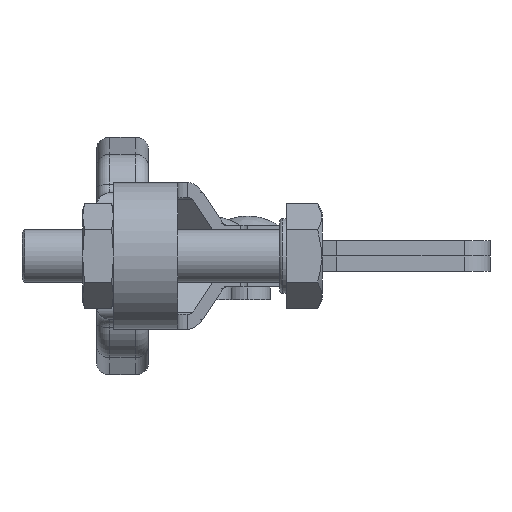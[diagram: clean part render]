
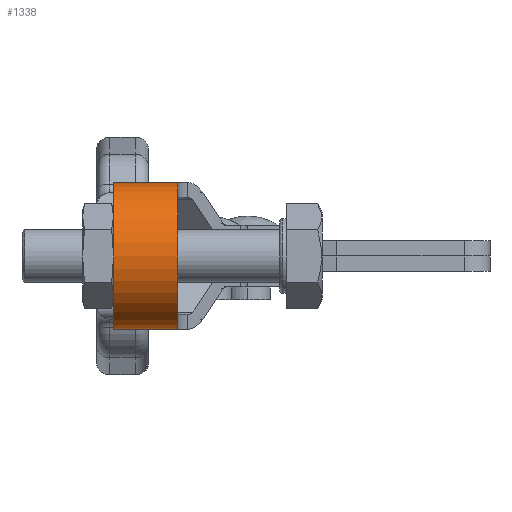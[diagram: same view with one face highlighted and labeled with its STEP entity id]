
A CAD part, left-side view. The second image highlights one B-rep face of the part: STEP entity #1338.
In plain terms, the highlighted cylindrical face has radius 5.7 mm (diameter 11.4 mm), a partial arc.
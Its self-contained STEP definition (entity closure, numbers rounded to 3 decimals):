
#72 = EDGE_CURVE ( 'NONE', #8935, #10227, #7872, .T. ) ;
#633 = EDGE_CURVE ( 'NONE', #6531, #8693, #10219, .T. ) ;
#727 = AXIS2_PLACEMENT_3D ( 'NONE', #2971, #8824, #3796 ) ;
#1141 = CARTESIAN_POINT ( 'NONE',  ( -20.14, 21.456, -5.7 ) ) ;
#1145 = ORIENTED_EDGE ( 'NONE', *, *, #6746, .F. ) ;
#1160 = DIRECTION ( 'NONE',  ( 0., -1., 0. ) ) ;
#1299 = EDGE_CURVE ( 'NONE', #8935, #6531, #8388, .T. ) ;
#1338 = ADVANCED_FACE ( 'NONE', ( #6671 ), #3658, .T. ) ;
#2264 = ORIENTED_EDGE ( 'NONE', *, *, #1299, .F. ) ;
#2304 = DIRECTION ( 'NONE',  ( -1., 0., 0. ) ) ;
#2673 = CIRCLE ( 'NONE', #727, 5.7 ) ;
#2971 = CARTESIAN_POINT ( 'NONE',  ( -20.14, 13.5, 0. ) ) ;
#3222 = EDGE_LOOP ( 'NONE', ( #6663, #1145, #6768, #2264 ) ) ;
#3658 = CYLINDRICAL_SURFACE ( 'NONE', #7592, 5.7 ) ;
#3796 = DIRECTION ( 'NONE',  ( 1., 0., 0. ) ) ;
#5087 = CARTESIAN_POINT ( 'NONE',  ( -20.14, 13.5, -5.7 ) ) ;
#5339 = AXIS2_PLACEMENT_3D ( 'NONE', #7139, #8900, #2304 ) ;
#5682 = DIRECTION ( 'NONE',  ( 0., -1., 0. ) ) ;
#5773 = VECTOR ( 'NONE', #5682, 1000. ) ;
#5908 = VECTOR ( 'NONE', #1160, 1000. ) ;
#6531 = VERTEX_POINT ( 'NONE', #6762 ) ;
#6663 = ORIENTED_EDGE ( 'NONE', *, *, #72, .T. ) ;
#6671 = FACE_OUTER_BOUND ( 'NONE', #3222, .T. ) ;
#6746 = EDGE_CURVE ( 'NONE', #8693, #10227, #2673, .T. ) ;
#6762 = CARTESIAN_POINT ( 'NONE',  ( -20.14, 18.5, 5.7 ) ) ;
#6768 = ORIENTED_EDGE ( 'NONE', *, *, #633, .F. ) ;
#7139 = CARTESIAN_POINT ( 'NONE',  ( -20.14, 18.5, 0. ) ) ;
#7492 = DIRECTION ( 'NONE',  ( 0., 0., -1. ) ) ;
#7592 = AXIS2_PLACEMENT_3D ( 'NONE', #9956, #9167, #7492 ) ;
#7872 = LINE ( 'NONE', #1141, #5908 ) ;
#8122 = CARTESIAN_POINT ( 'NONE',  ( -20.14, 21.456, 5.7 ) ) ;
#8388 = CIRCLE ( 'NONE', #5339, 5.7 ) ;
#8693 = VERTEX_POINT ( 'NONE', #10312 ) ;
#8824 = DIRECTION ( 'NONE',  ( 0., -1., 0. ) ) ;
#8900 = DIRECTION ( 'NONE',  ( 0., 1., 0. ) ) ;
#8935 = VERTEX_POINT ( 'NONE', #9862 ) ;
#9167 = DIRECTION ( 'NONE',  ( 0., -1., 0. ) ) ;
#9862 = CARTESIAN_POINT ( 'NONE',  ( -20.14, 18.5, -5.7 ) ) ;
#9956 = CARTESIAN_POINT ( 'NONE',  ( -20.14, 21.456, 0. ) ) ;
#10219 = LINE ( 'NONE', #8122, #5773 ) ;
#10227 = VERTEX_POINT ( 'NONE', #5087 ) ;
#10312 = CARTESIAN_POINT ( 'NONE',  ( -20.14, 13.5, 5.7 ) ) ;
